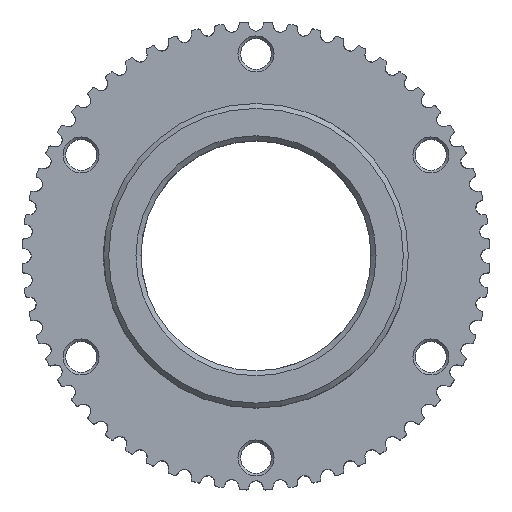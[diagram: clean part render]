
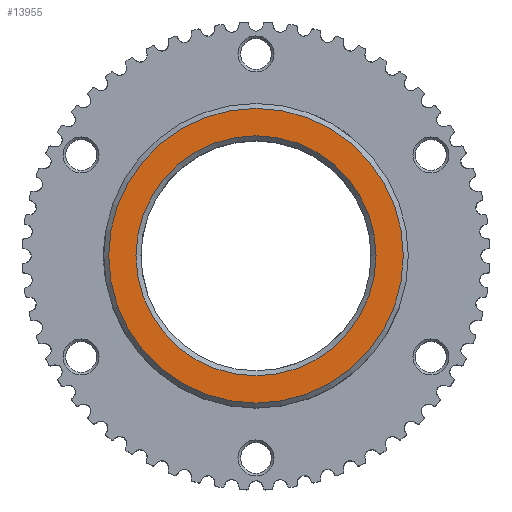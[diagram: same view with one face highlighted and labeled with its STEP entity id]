
A CAD part, top view. The second image highlights one B-rep face of the part: STEP entity #13955.
In plain terms, the highlighted planar face has unit normal (0, 0, 1).
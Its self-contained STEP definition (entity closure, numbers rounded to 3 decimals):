
#94 = CONICAL_SURFACE('',#95,12.26,0.785);
#95 = AXIS2_PLACEMENT_3D('',#96,#97,#98);
#96 = CARTESIAN_POINT('',(0.,0.,13.9));
#97 = DIRECTION('',(-0.,-0.,-1.));
#98 = DIRECTION('',(1.,0.,0.));
#2147 = VERTEX_POINT('',#2148);
#2148 = CARTESIAN_POINT('',(11.86,0.,14.3));
#2169 = EDGE_CURVE('',#2147,#2147,#2170,.T.);
#2170 = SURFACE_CURVE('',#2171,(#2176,#2183),.PCURVE_S1.);
#2171 = CIRCLE('',#2172,11.86);
#2172 = AXIS2_PLACEMENT_3D('',#2173,#2174,#2175);
#2173 = CARTESIAN_POINT('',(0.,0.,14.3));
#2174 = DIRECTION('',(0.,0.,1.));
#2175 = DIRECTION('',(1.,0.,-0.));
#2176 = PCURVE('',#94,#2177);
#2177 = DEFINITIONAL_REPRESENTATION('',(#2178),#2182);
#2178 = LINE('',#2179,#2180);
#2179 = CARTESIAN_POINT('',(-0.,-0.4));
#2180 = VECTOR('',#2181,1.);
#2181 = DIRECTION('',(-1.,-0.));
#2182 = ( GEOMETRIC_REPRESENTATION_CONTEXT(2) 
PARAMETRIC_REPRESENTATION_CONTEXT() REPRESENTATION_CONTEXT('2D SPACE',''
  ) );
#2183 = PCURVE('',#2184,#2189);
#2184 = PLANE('',#2185);
#2185 = AXIS2_PLACEMENT_3D('',#2186,#2187,#2188);
#2186 = CARTESIAN_POINT('',(0.,0.,14.3
    ));
#2187 = DIRECTION('',(0.,0.,1.));
#2188 = DIRECTION('',(1.,0.,0.));
#2189 = DEFINITIONAL_REPRESENTATION('',(#2190),#2194);
#2190 = CIRCLE('',#2191,11.86);
#2191 = AXIS2_PLACEMENT_2D('',#2192,#2193);
#2192 = CARTESIAN_POINT('',(0.,0.));
#2193 = DIRECTION('',(1.,0.));
#2194 = ( GEOMETRIC_REPRESENTATION_CONTEXT(2) 
PARAMETRIC_REPRESENTATION_CONTEXT() REPRESENTATION_CONTEXT('2D SPACE',''
  ) );
#13955 = ADVANCED_FACE('',(#13956,#13987),#2184,.T.);
#13956 = FACE_BOUND('',#13957,.T.);
#13957 = EDGE_LOOP('',(#13958));
#13958 = ORIENTED_EDGE('',*,*,#13959,.F.);
#13959 = EDGE_CURVE('',#13960,#13960,#13962,.T.);
#13960 = VERTEX_POINT('',#13961);
#13961 = CARTESIAN_POINT('',(9.66,0.,14.3));
#13962 = SURFACE_CURVE('',#13963,(#13968,#13975),.PCURVE_S1.);
#13963 = CIRCLE('',#13964,9.66);
#13964 = AXIS2_PLACEMENT_3D('',#13965,#13966,#13967);
#13965 = CARTESIAN_POINT('',(0.,0.,14.3));
#13966 = DIRECTION('',(0.,0.,1.));
#13967 = DIRECTION('',(1.,0.,-0.));
#13968 = PCURVE('',#2184,#13969);
#13969 = DEFINITIONAL_REPRESENTATION('',(#13970),#13974);
#13970 = CIRCLE('',#13971,9.66);
#13971 = AXIS2_PLACEMENT_2D('',#13972,#13973);
#13972 = CARTESIAN_POINT('',(0.,0.));
#13973 = DIRECTION('',(1.,0.));
#13974 = ( GEOMETRIC_REPRESENTATION_CONTEXT(2) 
PARAMETRIC_REPRESENTATION_CONTEXT() REPRESENTATION_CONTEXT('2D SPACE',''
  ) );
#13975 = PCURVE('',#13976,#13981);
#13976 = CONICAL_SURFACE('',#13977,9.26,0.785);
#13977 = AXIS2_PLACEMENT_3D('',#13978,#13979,#13980);
#13978 = CARTESIAN_POINT('',(0.,0.,13.9));
#13979 = DIRECTION('',(0.,0.,1.));
#13980 = DIRECTION('',(1.,0.,-0.));
#13981 = DEFINITIONAL_REPRESENTATION('',(#13982),#13986);
#13982 = LINE('',#13983,#13984);
#13983 = CARTESIAN_POINT('',(-0.,0.4));
#13984 = VECTOR('',#13985,1.);
#13985 = DIRECTION('',(1.,-0.));
#13986 = ( GEOMETRIC_REPRESENTATION_CONTEXT(2) 
PARAMETRIC_REPRESENTATION_CONTEXT() REPRESENTATION_CONTEXT('2D SPACE',''
  ) );
#13987 = FACE_BOUND('',#13988,.T.);
#13988 = EDGE_LOOP('',(#13989));
#13989 = ORIENTED_EDGE('',*,*,#2169,.T.);
